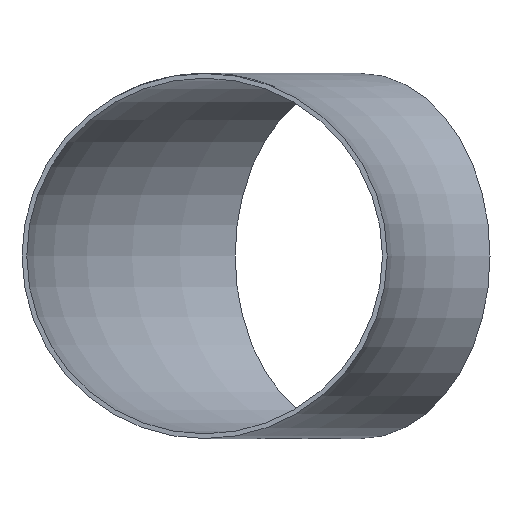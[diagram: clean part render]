
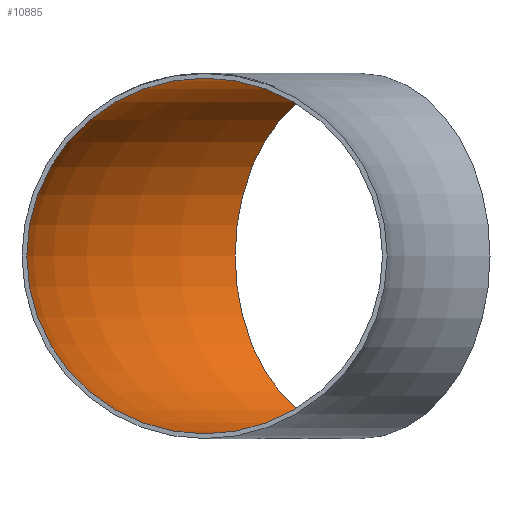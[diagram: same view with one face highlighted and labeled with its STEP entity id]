
A CAD part, front view. The second image highlights one B-rep face of the part: STEP entity #10885.
In plain terms, the highlighted toroidal (fillet/blend) face has major radius 225 mm and minor radius 75 mm.
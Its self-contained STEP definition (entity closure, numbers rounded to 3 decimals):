
#1667 = FACE_OUTER_BOUND ( 'NONE', #16257, .T. ) ;
#2323 = VERTEX_POINT ( 'NONE', #10152 ) ;
#2752 = AXIS2_PLACEMENT_3D ( 'NONE', #9202, #8997, #15099 ) ;
#4007 = TOROIDAL_SURFACE ( 'NONE', #17465, 225., 75. ) ;
#4030 = CARTESIAN_POINT ( 'NONE',  ( -225., 0., 75. ) ) ;
#4037 = CIRCLE ( 'NONE', #2752, 75. ) ;
#4218 = DIRECTION ( 'NONE',  ( 0., 0., 1. ) ) ;
#7703 = CARTESIAN_POINT ( 'NONE',  ( 0., 0., 0. ) ) ;
#8681 = CIRCLE ( 'NONE', #16352, 75. ) ;
#8997 = DIRECTION ( 'NONE',  ( 0.707, 0.707, 0. ) ) ;
#9152 = DIRECTION ( 'NONE',  ( 0., 1., 0. ) ) ;
#9202 = CARTESIAN_POINT ( 'NONE',  ( -159.099, 159.099, 0. ) ) ;
#10152 = CARTESIAN_POINT ( 'NONE',  ( -212.132, 212.132, 0. ) ) ;
#10603 = EDGE_CURVE ( 'NONE', #17759, #17759, #8681, .T. ) ;
#10885 = ADVANCED_FACE ( 'NONE', ( #1667, #15211 ), #4007, .F. ) ;
#12164 = CARTESIAN_POINT ( 'NONE',  ( -225., 0., 0. ) ) ;
#12212 = DIRECTION ( 'NONE',  ( -1., 0., 0. ) ) ;
#13184 = EDGE_CURVE ( 'NONE', #2323, #2323, #4037, .T. ) ;
#14449 = ORIENTED_EDGE ( 'NONE', *, *, #13184, .T. ) ;
#15099 = DIRECTION ( 'NONE',  ( -0.707, 0.707, 0. ) ) ;
#15211 = FACE_OUTER_BOUND ( 'NONE', #19147, .T. ) ;
#15978 = ORIENTED_EDGE ( 'NONE', *, *, #10603, .F. ) ;
#16257 = EDGE_LOOP ( 'NONE', ( #14449 ) ) ;
#16352 = AXIS2_PLACEMENT_3D ( 'NONE', #12164, #9152, #4218 ) ;
#16707 = DIRECTION ( 'NONE',  ( 0., 0., -1. ) ) ;
#17465 = AXIS2_PLACEMENT_3D ( 'NONE', #7703, #16707, #12212 ) ;
#17759 = VERTEX_POINT ( 'NONE', #4030 ) ;
#19147 = EDGE_LOOP ( 'NONE', ( #15978 ) ) ;
